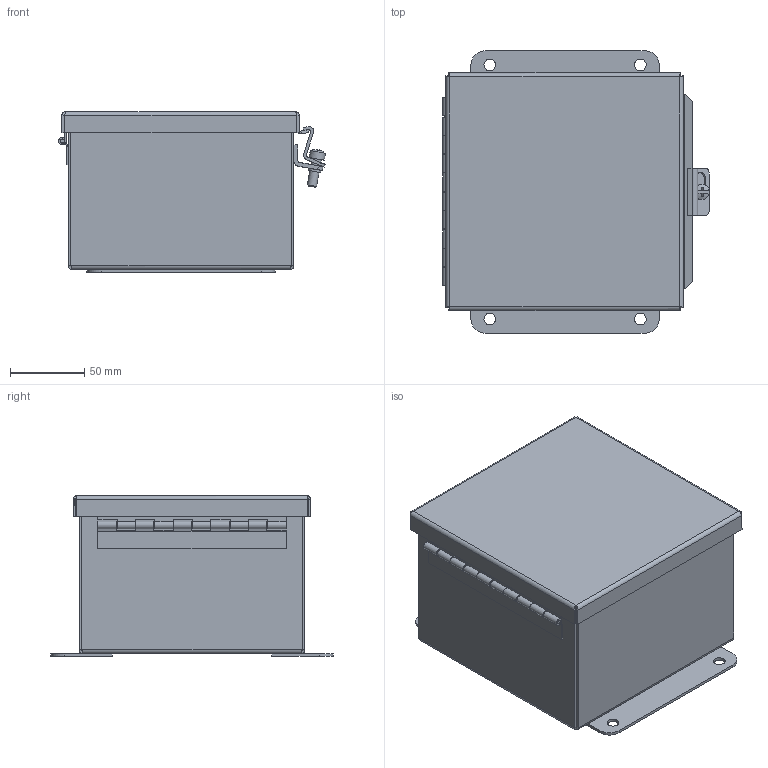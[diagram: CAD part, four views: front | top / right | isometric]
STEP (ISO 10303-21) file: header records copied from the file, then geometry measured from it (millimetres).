
FILE_DESCRIPTION(/* description */ ('B_AL TUB, 0.08 ALUMINUM, 6X6X4'),/* implementation_level */ '2;1');
FILE_NAME(/* name */ 'BN4060604CHAL.stp',/* time_stamp */ '2017-03-29T19:21:38+06:00',/* author */ ('vdas'),/* organization */ (''),/* preprocessor_version */ 'ST-DEVELOPER v16.1',/* originating_system */ 'Autodesk Inventor 2016',/* authorisation */ '');
FILE_SCHEMA (('AUTOMOTIVE_DESIGN { 1 0 10303 214 3 1 1 }'));
Length unit declared in the file: inch
Products named in the file (14): B_060604_ALBKP; 32840TH; 32840LH; 32840P; 32840; B_0606CHALLID; 34847; 3086; C2002; 372135; 3887; 38830; 316161; BN4060604CHAL
Assembly tree (18 placements, depth 3):
  BN4060604CHAL
    B_060604_ALBKP
    32840
      32840TH
      32840LH
      32840P
    B_0606CHALLID
    34847  x2
    3086
    C2002
    372135
    3887  x4
    38830
    316161  x2
Bounding box: 179.97 x 190.5 x 108.56 mm (x, y, z)
Volume: 301482.2 mm3; surface area: 309620.3 mm2
Topology: 17 solids, 17 shells, 330 faces, 751 edges, 462 vertices
Faces by surface type: plane 203, cylinder 89, bspline 24, cone 10, sphere 2, torus 2
Full cylindrical faces by diameter (mm): 2.54 x1, 2.957 x10, 3.967 x4, 4.826 x1, 4.978 x1, 6.35 x10, 7.874 x4, 7.95 x4, 8.738 x1, 10.402 x1
Entity records: 8900 total; most frequent: CARTESIAN_POINT 2084, DIRECTION 1282, ORIENTED_EDGE 1248, EDGE_CURVE 624, LINE 454, VECTOR 454, AXIS2_PLACEMENT_3D 414, VERTEX_POINT 400
